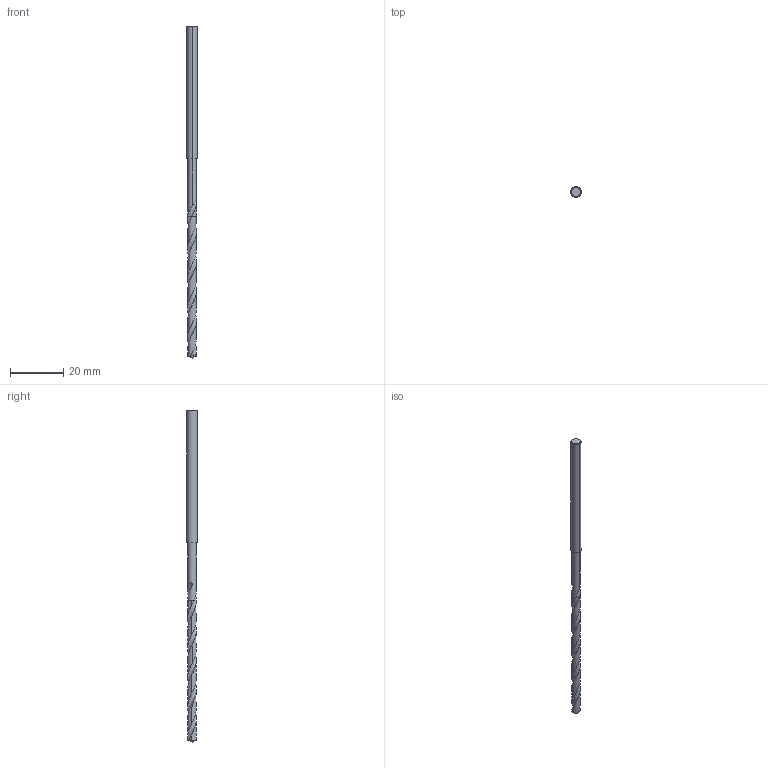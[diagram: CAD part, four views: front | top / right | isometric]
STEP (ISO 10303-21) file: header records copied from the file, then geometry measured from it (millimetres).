
FILE_DESCRIPTION(('no description'),'unknown implementation level');
FILE_NAME('solidjNt3mJyof9mKmlAluMDEQ2HXbl0_1.STP',' ',('CIM GmbH Aachen'),('CADClick - KiM GmbH - www.kimweb.de'),'unknown preprocess','ACIS','unknown authorization');
FILE_SCHEMA(('automotive_design'));
Length unit declared in the file: millimetre
Products named in the file (2): 1; 2
Bounding box: 4 x 4 x 125 mm (x, y, z)
Volume: 1139.4 mm3; surface area: 1476.5 mm2
Topology: 2 solids, 2 shells, 59 faces, 161 edges, 103 vertices
Faces by surface type: cone 22, plane 19, cylinder 12, bspline 4, revolution 2
Entity records: 11527 total; most frequent: CARTESIAN_POINT 8366, STYLED_ITEM 321, PRESENTATION_STYLE_ASSIGNMENT 321, COLOUR_RGB 321, ORIENTED_EDGE 314, DIRECTION 231, EDGE_CURVE 157, CURVE_STYLE 157
